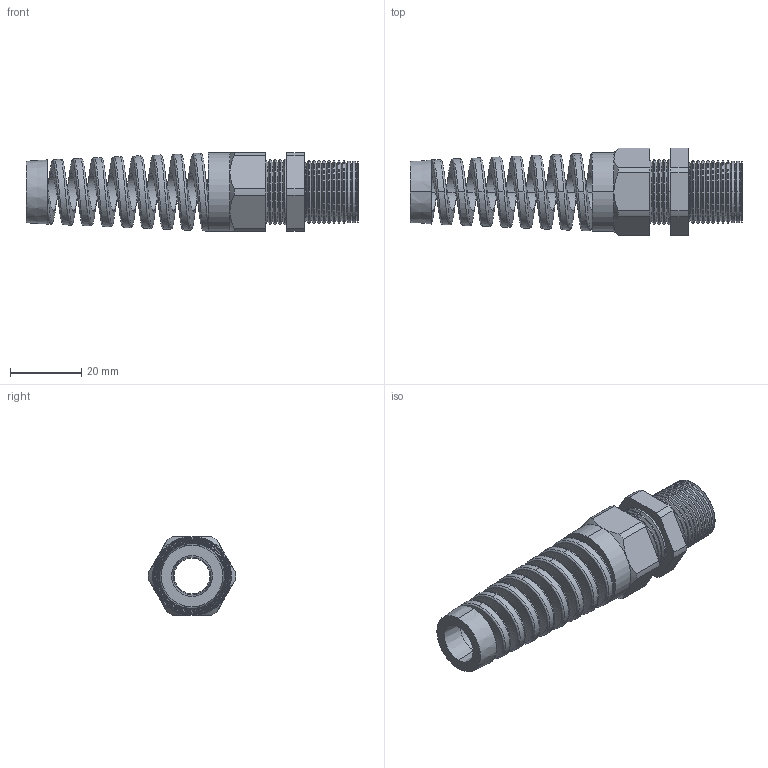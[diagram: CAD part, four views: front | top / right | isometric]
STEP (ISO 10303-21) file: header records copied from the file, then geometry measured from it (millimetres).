
FILE_DESCRIPTION (( 'STEP AP203' ), '1' );
FILE_NAME ('CF11CA-GY.STEP', '2008-05-26T08:29:33', ( 'Baystate01' ), ( 'Baystate' ), 'SwSTEP 2.0', 'SolidWorks 2007', '' );
FILE_SCHEMA (( 'CONFIG_CONTROL_DESIGN' ));
Length unit declared in the file: inch
Products named in the file (1): CF11CA-GY
Bounding box: 92.96 x 24.52 x 22.1 mm (x, y, z)
Volume: 15504.5 mm3; surface area: 12607.4 mm2
Topology: 2 solids, 2 shells, 196 faces, 459 edges, 270 vertices
Faces by surface type: cone 120, cylinder 42, plane 24, torus 6, bspline 4
Entity records: 15572 total; most frequent: CARTESIAN_POINT 11098, DIRECTION 926, ORIENTED_EDGE 918, EDGE_CURVE 459, AXIS2_PLACEMENT_3D 369, VERTEX_POINT 270, EDGE_LOOP 205, FACE_OUTER_BOUND 196
